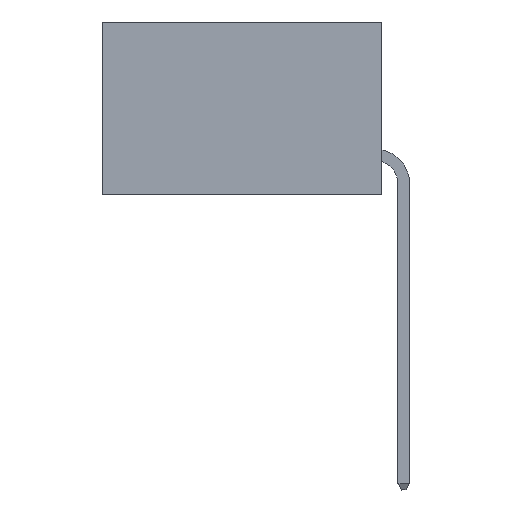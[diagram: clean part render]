
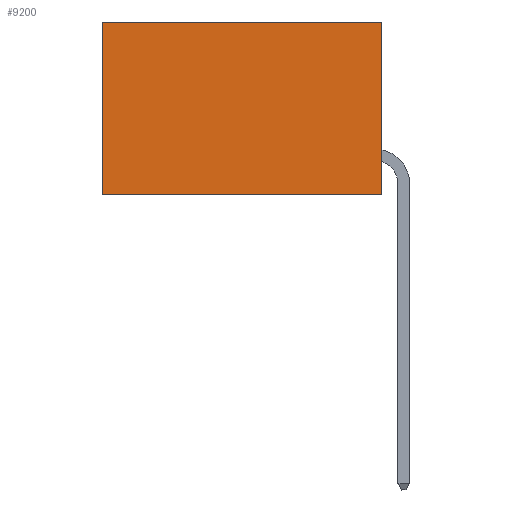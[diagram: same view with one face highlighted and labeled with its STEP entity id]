
A CAD part, left-side view. The second image highlights one B-rep face of the part: STEP entity #9200.
In plain terms, the highlighted planar face has unit normal (-1, 0, 0).
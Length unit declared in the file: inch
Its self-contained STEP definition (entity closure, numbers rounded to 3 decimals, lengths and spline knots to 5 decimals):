
#5 = LINE ( 'NONE', #3886, #23191 ) ;
#836 = DIRECTION ( 'NONE',  ( 0., 1., 0. ) ) ;
#894 = LINE ( 'NONE', #21871, #15754 ) ;
#1158 = DIRECTION ( 'NONE',  ( 0., 0., -1. ) ) ;
#1278 = VERTEX_POINT ( 'NONE', #7187 ) ;
#2067 = VERTEX_POINT ( 'NONE', #18334 ) ;
#2303 = DIRECTION ( 'NONE',  ( 0., 0., -1. ) ) ;
#3886 = CARTESIAN_POINT ( 'NONE',  ( 0.2875, 0.6, 0. ) ) ;
#4437 = VERTEX_POINT ( 'NONE', #13928 ) ;
#4897 = CARTESIAN_POINT ( 'NONE',  ( 0.2875, 0., 0. ) ) ;
#5472 = ORIENTED_EDGE ( 'NONE', *, *, #12733, .T. ) ;
#6113 = ORIENTED_EDGE ( 'NONE', *, *, #10968, .F. ) ;
#7187 = CARTESIAN_POINT ( 'NONE',  ( 0.2875, 0., 0. ) ) ;
#7952 = AXIS2_PLACEMENT_3D ( 'NONE', #4897, #10452, #1158 ) ;
#8543 = PLANE ( 'NONE',  #7952 ) ;
#8548 = CARTESIAN_POINT ( 'NONE',  ( 0.2875, 0., 0. ) ) ;
#9200 = ADVANCED_FACE ( 'NONE', ( #9581 ), #8543, .F. ) ;
#9257 = VECTOR ( 'NONE', #19586, 39.37008 ) ;
#9557 = EDGE_LOOP ( 'NONE', ( #22146, #6113, #14037, #5472 ) ) ;
#9581 = FACE_OUTER_BOUND ( 'NONE', #9557, .T. ) ;
#9806 = EDGE_CURVE ( 'NONE', #1278, #2067, #23852, .T. ) ;
#10452 = DIRECTION ( 'NONE',  ( 1., 0., 0. ) ) ;
#10722 = LINE ( 'NONE', #8548, #19664 ) ;
#10968 = EDGE_CURVE ( 'NONE', #2067, #22807, #894, .T. ) ;
#12733 = EDGE_CURVE ( 'NONE', #1278, #4437, #10722, .T. ) ;
#13856 = CARTESIAN_POINT ( 'NONE',  ( 0.2875, 0., 0. ) ) ;
#13928 = CARTESIAN_POINT ( 'NONE',  ( 0.2875, 0.6, 0. ) ) ;
#14037 = ORIENTED_EDGE ( 'NONE', *, *, #9806, .F. ) ;
#15754 = VECTOR ( 'NONE', #836, 39.37008 ) ;
#18115 = CARTESIAN_POINT ( 'NONE',  ( 0.2875, 0.6, -0.37 ) ) ;
#18334 = CARTESIAN_POINT ( 'NONE',  ( 0.2875, 0., -0.37 ) ) ;
#19586 = DIRECTION ( 'NONE',  ( 0., 0., -1. ) ) ;
#19664 = VECTOR ( 'NONE', #21609, 39.37008 ) ;
#20959 = EDGE_CURVE ( 'NONE', #4437, #22807, #5, .T. ) ;
#21609 = DIRECTION ( 'NONE',  ( 0., 1., 0. ) ) ;
#21871 = CARTESIAN_POINT ( 'NONE',  ( 0.2875, 0., -0.37 ) ) ;
#22146 = ORIENTED_EDGE ( 'NONE', *, *, #20959, .T. ) ;
#22807 = VERTEX_POINT ( 'NONE', #18115 ) ;
#23191 = VECTOR ( 'NONE', #2303, 39.37008 ) ;
#23852 = LINE ( 'NONE', #13856, #9257 ) ;
